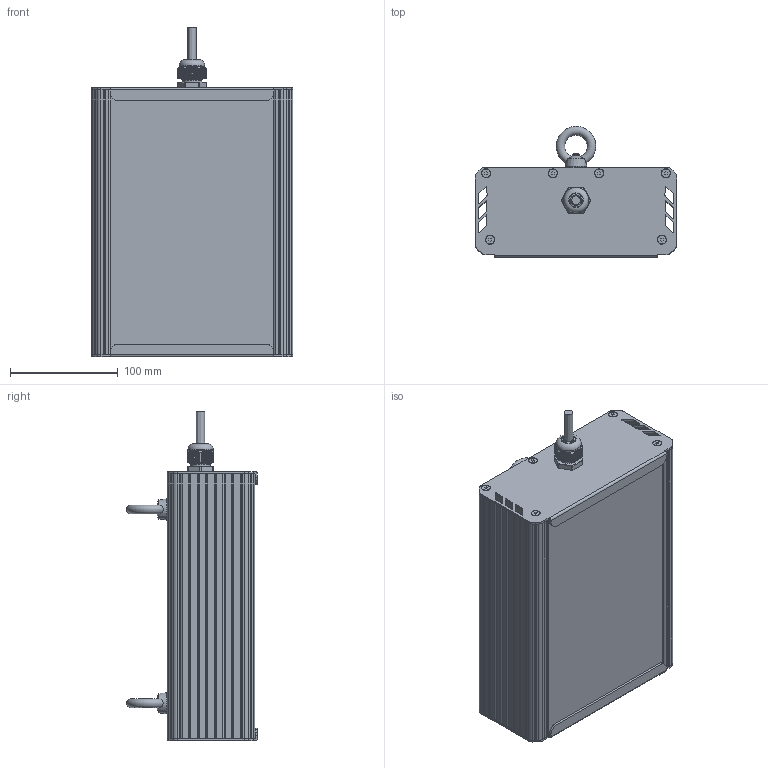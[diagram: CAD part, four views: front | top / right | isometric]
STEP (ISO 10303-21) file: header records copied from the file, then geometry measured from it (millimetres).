
FILE_DESCRIPTION(('STEP AP242'), '1');
FILE_NAME('001.0079.65.000 - ÃÑÏ-Ýêñòðà-Îïòèê-40', '2023-11-02T02:29:48', ('Ëóêîíèí'), ('ÎÊÁ Ñâîé Ñòèëü'), 'C3D Converter', 'C3D Toolkit', '');
FILE_SCHEMA(('AP242_MANAGED_MODEL_BASED_3D_ENGINEERING_MIM_LF { 1 0 10303 442 1 1 4 }'));
Length unit declared in the file: millimetre
Products named in the file (26): 001.0079.65.000; 001.0065.02.000
Assembly tree (51 placements, depth 4):
  001.0079.65.000
    (unnamed)
      (unnamed)
      (unnamed)
      (unnamed)
      (unnamed)  x6
      (unnamed)  x6
      (unnamed)
      (unnamed)
      (unnamed)
      (unnamed)
        (unnamed)
      (unnamed)  x4
        (unnamed)
        (unnamed)
        (unnamed)
        (unnamed)
        (unnamed)
        (unnamed)
        (unnamed)
        (unnamed)
        (unnamed)
        (unnamed)
    001.0065.02.000  x2
      (unnamed)
      (unnamed)
Bounding box: 187.37 x 121.62 x 306.43 mm (x, y, z)
Volume: 856933.2 mm3; surface area: 648844.4 mm2
Topology: 156 solids, 156 shells, 2942 faces, 7489 edges, 5057 vertices
Faces by surface type: plane 1932, cylinder 812, cone 112, bspline 69, torus 13, sphere 4
Full cylindrical faces by diameter (mm): 1 x4, 2 x8, 2.5 x16, 2.8 x100, 3.2 x4, 3.5 x24, 4 x12, 6 x2, 8 x12, 9 x52, 12 x1, 12.5 x1, 16 x1, 18.5 x3, 20 x1, 23.5 x1
Entity records: 100946 total; most frequent: CARTESIAN_POINT 44631, ORIENTED_EDGE 8940, DIRECTION 8080, EDGE_CURVE 4470, VERTEX_POINT 3098, LINE 2696, VECTOR 2696, AXIS2_PLACEMENT_3D 2692
